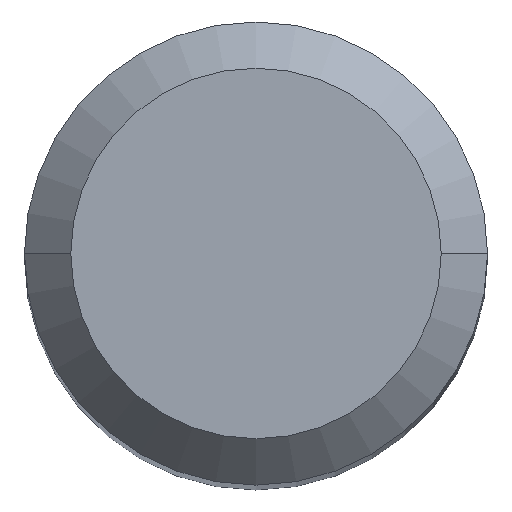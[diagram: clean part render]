
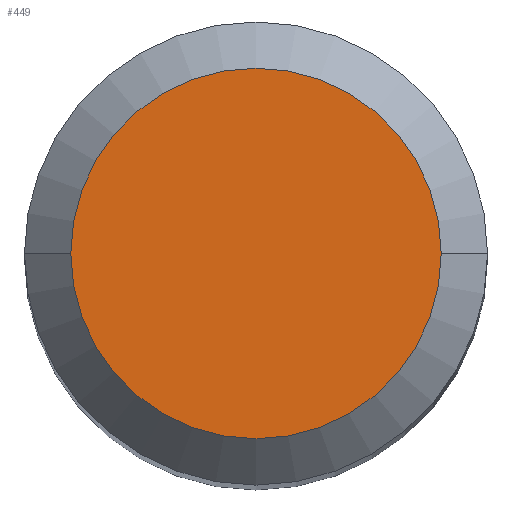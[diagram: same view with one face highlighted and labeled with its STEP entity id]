
A CAD part, top view. The second image highlights one B-rep face of the part: STEP entity #449.
In plain terms, the highlighted planar face has unit normal (0, 0, 1).
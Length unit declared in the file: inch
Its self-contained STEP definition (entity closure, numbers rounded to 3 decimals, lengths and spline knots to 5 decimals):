
#6 = EDGE_LOOP ( 'NONE', ( #225, #373 ) ) ;
#19 = EDGE_CURVE ( 'NONE', #234, #264, #396, .T. ) ;
#83 = DIRECTION ( 'NONE',  ( 1., 0., 0. ) ) ;
#87 = PLANE ( 'NONE',  #99 ) ;
#99 = AXIS2_PLACEMENT_3D ( 'NONE', #233, #378, #193 ) ;
#124 = FACE_OUTER_BOUND ( 'NONE', #6, .T. ) ;
#179 = AXIS2_PLACEMENT_3D ( 'NONE', #262, #266, #83 ) ;
#193 = DIRECTION ( 'NONE',  ( -1., 0., 0. ) ) ;
#225 = ORIENTED_EDGE ( 'NONE', *, *, #313, .T. ) ;
#233 = CARTESIAN_POINT ( 'NONE',  ( 0., 0., 0. ) ) ;
#234 = VERTEX_POINT ( 'NONE', #354 ) ;
#242 = CARTESIAN_POINT ( 'NONE',  ( -0.09448, 0., 0. ) ) ;
#256 = DIRECTION ( 'NONE',  ( 0., 0., 1. ) ) ;
#262 = CARTESIAN_POINT ( 'NONE',  ( 0., 0., 0. ) ) ;
#264 = VERTEX_POINT ( 'NONE', #242 ) ;
#266 = DIRECTION ( 'NONE',  ( 0., 0., 1. ) ) ;
#313 = EDGE_CURVE ( 'NONE', #264, #234, #480, .T. ) ;
#322 = DIRECTION ( 'NONE',  ( 1., 0., 0. ) ) ;
#354 = CARTESIAN_POINT ( 'NONE',  ( 0.09448, 0., 0. ) ) ;
#373 = ORIENTED_EDGE ( 'NONE', *, *, #19, .T. ) ;
#378 = DIRECTION ( 'NONE',  ( 0., 0., -1. ) ) ;
#396 = CIRCLE ( 'NONE', #179, 0.09448 ) ;
#398 = AXIS2_PLACEMENT_3D ( 'NONE', #482, #256, #322 ) ;
#449 = ADVANCED_FACE ( 'NONE', ( #124 ), #87, .F. ) ;
#480 = CIRCLE ( 'NONE', #398, 0.09448 ) ;
#482 = CARTESIAN_POINT ( 'NONE',  ( 0., 0., 0. ) ) ;
